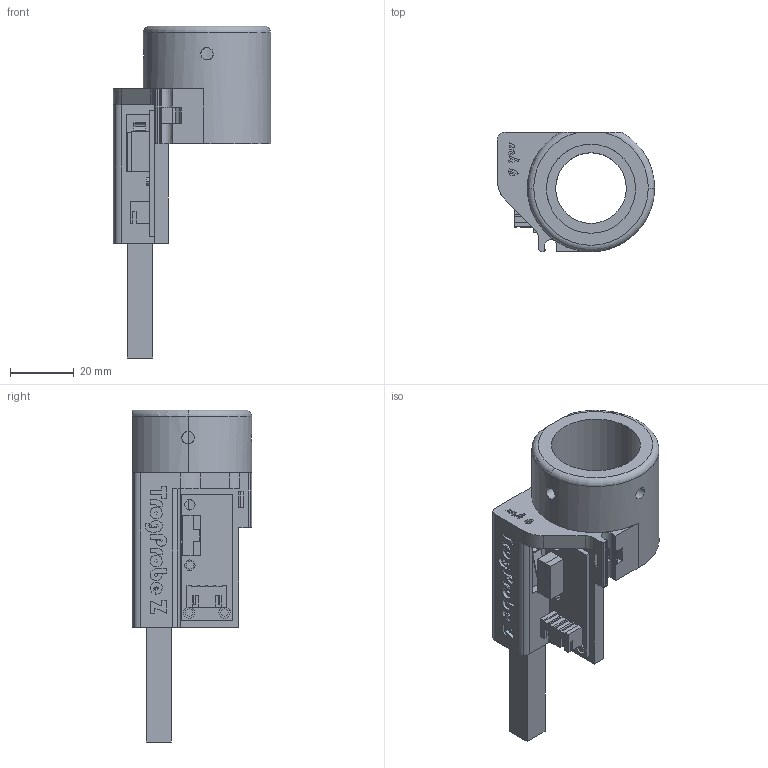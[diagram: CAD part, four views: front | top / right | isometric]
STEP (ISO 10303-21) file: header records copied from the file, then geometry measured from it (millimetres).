
FILE_DESCRIPTION(('STEP AP242'),'1');
FILE_NAME('TrogProbe-Z Mk6-StickV2.stp','2023-05-19T04:25:43',(' '),(' '),'Spatial InterOp 3D',' ',' ');
FILE_SCHEMA(('AP242_MANAGED_MODEL_BASED_3D_ENGINEERING_MIM_LF {1 0 10303 442 1 1 4}'));
Length unit declared in the file: millimetre
Products named in the file (4): TrogProbe-Z Mk6-StickV2; Limit Switch System; Core Armature; Zero Probe
Assembly tree (3 placements, depth 2):
  TrogProbe-Z Mk6-StickV2
    Limit Switch System
    Core Armature
    Zero Probe
Bounding box: 49.43 x 37.55 x 104.34 mm (x, y, z)
Volume: 42200.9 mm3; surface area: 20208.5 mm2
Topology: 3 solids, 3 shells, 421 faces, 1142 edges, 752 vertices
Faces by surface type: plane 257, extrusion 73, cylinder 72, bspline 16, torus 3
Entity records: 16408 total; most frequent: CARTESIAN_POINT 4702, ORIENTED_EDGE 2284, DIRECTION 1889, EDGE_CURVE 1142, VECTOR 867, LINE 794, VERTEX_POINT 759, AXIS2_PLACEMENT_3D 511
